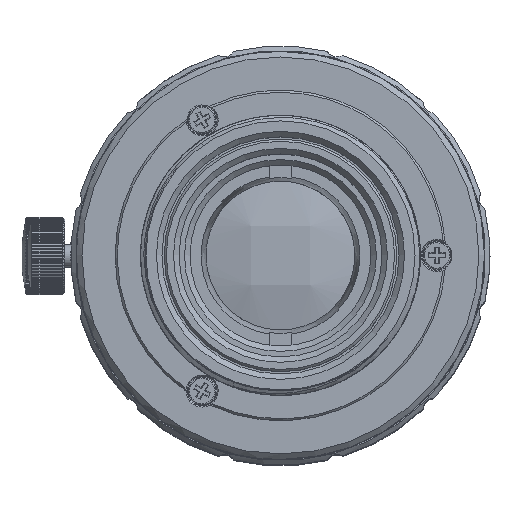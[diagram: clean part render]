
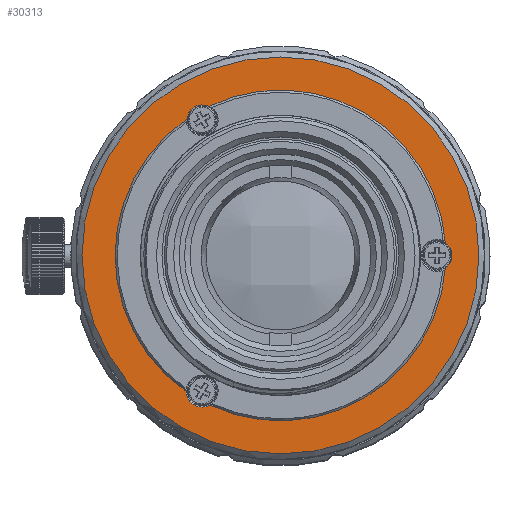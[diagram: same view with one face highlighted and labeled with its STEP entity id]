
A CAD part, top view. The second image highlights one B-rep face of the part: STEP entity #30313.
In plain terms, the highlighted planar face has unit normal (0, 0, 1).
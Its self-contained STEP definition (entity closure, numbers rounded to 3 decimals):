
#817 = AXIS2_PLACEMENT_3D ( 'NONE', #8838, #41369, #66313 ) ;
#1361 = DIRECTION ( 'NONE',  ( 0., 0., -1. ) ) ;
#2099 = FACE_OUTER_BOUND ( 'NONE', #44262, .T. ) ;
#4931 = DIRECTION ( 'NONE',  ( 0., 0., -1. ) ) ;
#5171 = AXIS2_PLACEMENT_3D ( 'NONE', #70008, #63268, #11304 ) ;
#8516 = DIRECTION ( 'NONE',  ( 1., 0., 0. ) ) ;
#8599 = VERTEX_POINT ( 'NONE', #27890 ) ;
#8715 = AXIS2_PLACEMENT_3D ( 'NONE', #46569, #79031, #8516 ) ;
#8834 = ORIENTED_EDGE ( 'NONE', *, *, #56228, .T. ) ;
#8838 = CARTESIAN_POINT ( 'NONE',  ( 42.326, 4.858, 27.309 ) ) ;
#11304 = DIRECTION ( 'NONE',  ( 1., 0., 0. ) ) ;
#12208 = ORIENTED_EDGE ( 'NONE', *, *, #36829, .T. ) ;
#15176 = FACE_BOUND ( 'NONE', #74155, .T. ) ;
#21952 = DIRECTION ( 'NONE',  ( 1., 0., 0. ) ) ;
#24088 = ORIENTED_EDGE ( 'NONE', *, *, #29326, .T. ) ;
#25570 = CARTESIAN_POINT ( 'NONE',  ( 33.776, -7.467, 27.309 ) ) ;
#27890 = CARTESIAN_POINT ( 'NONE',  ( 57.283, 3.741, 27.309 ) ) ;
#27947 = DIRECTION ( 'NONE',  ( 1., 0., 0. ) ) ;
#28693 = PLANE ( 'NONE',  #47872 ) ;
#29313 = ORIENTED_EDGE ( 'NONE', *, *, #37461, .T. ) ;
#29326 = EDGE_CURVE ( 'NONE', #41275, #65467, #64022, .T. ) ;
#30313 = ADVANCED_FACE ( 'NONE', ( #15176, #2099 ), #28693, .T. ) ;
#30846 = ORIENTED_EDGE ( 'NONE', *, *, #48312, .T. ) ;
#32252 = EDGE_CURVE ( 'NONE', #65467, #56003, #70958, .T. ) ;
#33921 = VERTEX_POINT ( 'NONE', #39522 ) ;
#35175 = CARTESIAN_POINT ( 'NONE',  ( 42.325, 4.858, 27.309 ) ) ;
#36829 = EDGE_CURVE ( 'NONE', #56003, #8599, #57560, .T. ) ;
#37461 = EDGE_CURVE ( 'NONE', #42025, #42025, #41392, .T. ) ;
#37967 = CARTESIAN_POINT ( 'NONE',  ( 35.814, 18.371, 27.309 ) ) ;
#39522 = CARTESIAN_POINT ( 'NONE',  ( 35.927, -8.708, 27.309 ) ) ;
#39629 = AXIS2_PLACEMENT_3D ( 'NONE', #35175, #68546, #79514 ) ;
#41275 = VERTEX_POINT ( 'NONE', #52345 ) ;
#41369 = DIRECTION ( 'NONE',  ( 0., 0., -1. ) ) ;
#41392 = CIRCLE ( 'NONE', #46834, 18. ) ;
#42025 = VERTEX_POINT ( 'NONE', #68196 ) ;
#42348 = CIRCLE ( 'NONE', #39629, 15. ) ;
#43389 = CARTESIAN_POINT ( 'NONE',  ( 35.225, -7.439, 27.309 ) ) ;
#44262 = EDGE_LOOP ( 'NONE', ( #29313 ) ) ;
#45459 = AXIS2_PLACEMENT_3D ( 'NONE', #46572, #1361, #27947 ) ;
#46215 = CARTESIAN_POINT ( 'NONE',  ( 42.325, 4.858, 27.309 ) ) ;
#46569 = CARTESIAN_POINT ( 'NONE',  ( 35.225, 17.156, 27.309 ) ) ;
#46572 = CARTESIAN_POINT ( 'NONE',  ( 56.525, 4.858, 27.309 ) ) ;
#46834 = AXIS2_PLACEMENT_3D ( 'NONE', #46215, #58881, #70713 ) ;
#47872 = AXIS2_PLACEMENT_3D ( 'NONE', #54073, #59984, #21952 ) ;
#48312 = EDGE_CURVE ( 'NONE', #70952, #41275, #82022, .T. ) ;
#50185 = AXIS2_PLACEMENT_3D ( 'NONE', #43389, #4931, #57312 ) ;
#52345 = CARTESIAN_POINT ( 'NONE',  ( 33.879, 17.254, 27.309 ) ) ;
#53775 = ORIENTED_EDGE ( 'NONE', *, *, #32252, .T. ) ;
#54073 = CARTESIAN_POINT ( 'NONE',  ( 42.325, 4.858, 27.309 ) ) ;
#56003 = VERTEX_POINT ( 'NONE', #63315 ) ;
#56228 = EDGE_CURVE ( 'NONE', #33921, #70952, #56951, .T. ) ;
#56951 = CIRCLE ( 'NONE', #50185, 1.45 ) ;
#57312 = DIRECTION ( 'NONE',  ( 1., 0., 0. ) ) ;
#57560 = CIRCLE ( 'NONE', #45459, 1.35 ) ;
#58881 = DIRECTION ( 'NONE',  ( 0., 0., 1. ) ) ;
#59314 = EDGE_CURVE ( 'NONE', #8599, #33921, #42348, .T. ) ;
#59984 = DIRECTION ( 'NONE',  ( 0., 0., 1. ) ) ;
#63268 = DIRECTION ( 'NONE',  ( 0., 0., -1. ) ) ;
#63315 = CARTESIAN_POINT ( 'NONE',  ( 57.284, 5.975, 27.309 ) ) ;
#64022 = CIRCLE ( 'NONE', #8715, 1.35 ) ;
#65467 = VERTEX_POINT ( 'NONE', #37967 ) ;
#66313 = DIRECTION ( 'NONE',  ( 1., 0., 0. ) ) ;
#68196 = CARTESIAN_POINT ( 'NONE',  ( 24.325, 4.858, 27.309 ) ) ;
#68340 = ORIENTED_EDGE ( 'NONE', *, *, #59314, .T. ) ;
#68546 = DIRECTION ( 'NONE',  ( 0., 0., -1. ) ) ;
#70008 = CARTESIAN_POINT ( 'NONE',  ( 42.325, 4.858, 27.309 ) ) ;
#70713 = DIRECTION ( 'NONE',  ( -1., 0., 0. ) ) ;
#70952 = VERTEX_POINT ( 'NONE', #25570 ) ;
#70958 = CIRCLE ( 'NONE', #817, 15. ) ;
#74155 = EDGE_LOOP ( 'NONE', ( #12208, #68340, #8834, #30846, #24088, #53775 ) ) ;
#79031 = DIRECTION ( 'NONE',  ( 0., 0., -1. ) ) ;
#79514 = DIRECTION ( 'NONE',  ( -1., 0., 0. ) ) ;
#82022 = CIRCLE ( 'NONE', #5171, 15. ) ;
